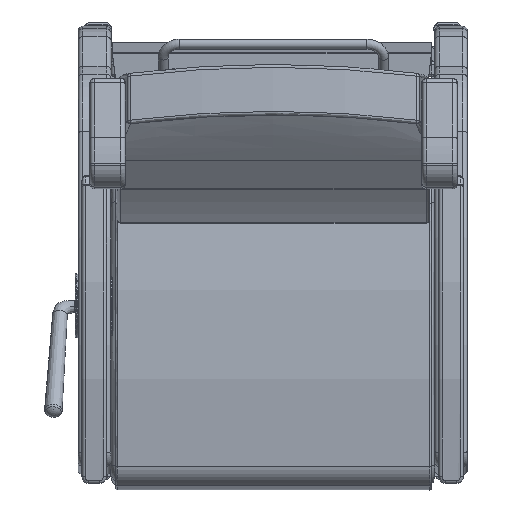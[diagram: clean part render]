
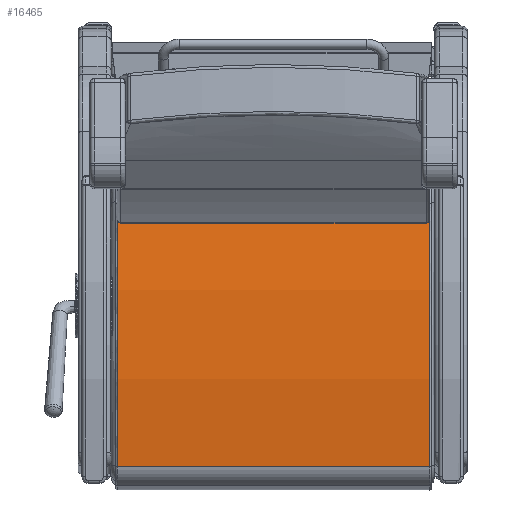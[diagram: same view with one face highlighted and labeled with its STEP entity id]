
A CAD part, front view. The second image highlights one B-rep face of the part: STEP entity #16465.
In plain terms, the highlighted free-form (B-spline) face has degree [3, 1] with [18, 2] control points.
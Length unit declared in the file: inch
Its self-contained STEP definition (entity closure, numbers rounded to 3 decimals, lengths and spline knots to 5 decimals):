
#874=B_SPLINE_SURFACE_WITH_KNOTS('',3,1,((#39046,#39047),(#39048,#39049),
(#39050,#39051),(#39052,#39053),(#39054,#39055),(#39056,#39057),(#39058,
#39059),(#39060,#39061),(#39062,#39063),(#39064,#39065),(#39066,#39067),
(#39068,#39069),(#39070,#39071),(#39072,#39073),(#39074,#39075),(#39076,
#39077),(#39078,#39079),(#39080,#39081)),.UNSPECIFIED.,.F.,.F.,.F.,(4,1,
1,1,1,1,1,1,1,1,1,1,1,1,1,4),(2,2),(-1.69612,-1.66826,
-1.6404,-1.62647,-1.59861,-1.58468,
-1.55682,-1.54289,-1.51503,-1.5011,-1.47324,
-1.45931,-1.43145,-1.41752,-1.38966,
-1.3618),(0.,91.44),.UNSPECIFIED.);
#1255=ELLIPSE('',#18769,60.30357,60.25);
#1257=ELLIPSE('',#18791,60.30357,60.25);
#2370=FACE_OUTER_BOUND('',#3530,.T.);
#3530=EDGE_LOOP('',(#14435,#14436,#14437,#14438));
#4502=LINE('',#39044,#5467);
#4503=LINE('',#39083,#5468);
#5467=VECTOR('',#23657,0.3937);
#5468=VECTOR('',#23660,0.3937);
#7911=VERTEX_POINT('',#38675);
#7912=VERTEX_POINT('',#38676);
#7931=VERTEX_POINT('',#39043);
#7932=VERTEX_POINT('',#39082);
#10094=EDGE_CURVE('',#7911,#7912,#1255,.T.);
#10123=EDGE_CURVE('',#7931,#7912,#4502,.T.);
#10125=EDGE_CURVE('',#7932,#7911,#4503,.T.);
#10126=EDGE_CURVE('',#7931,#7932,#1257,.T.);
#14435=ORIENTED_EDGE('',*,*,#10094,.F.);
#14436=ORIENTED_EDGE('',*,*,#10125,.F.);
#14437=ORIENTED_EDGE('',*,*,#10126,.F.);
#14438=ORIENTED_EDGE('',*,*,#10123,.T.);
#16465=ADVANCED_FACE('',(#2370),#874,.T.);
#18769=AXIS2_PLACEMENT_3D('',#38677,#23606,#23607);
#18791=AXIS2_PLACEMENT_3D('',#39084,#23661,#23662);
#23606=DIRECTION('center_axis',(0.,0.,
-1.));
#23607=DIRECTION('ref_axis',(1.,0.,0.));
#23657=DIRECTION('',(0.,0.,-1.));
#23660=DIRECTION('',(0.,0.,-1.));
#23661=DIRECTION('center_axis',(0.,0.,1.));
#23662=DIRECTION('ref_axis',(1.,0.,0.));
#38675=CARTESIAN_POINT('',(3.60935,-1.68389,0.124));
#38676=CARTESIAN_POINT('',(23.65848,-2.52291,0.124));
#38677=CARTESIAN_POINT('Origin',(11.14546,-61.46156,0.124));
#39043=CARTESIAN_POINT('',(23.65848,-2.52291,23.876));
#39044=CARTESIAN_POINT('',(23.65848,-2.52291,24.));
#39046=CARTESIAN_POINT('Ctrl Pts',(3.60935,-1.68389,24.));
#39047=CARTESIAN_POINT('Ctrl Pts',(3.60935,-1.68389,-12.));
#39048=CARTESIAN_POINT('Ctrl Pts',(4.16497,-1.61396,24.));
#39049=CARTESIAN_POINT('Ctrl Pts',(4.16497,-1.61396,-12.));
#39050=CARTESIAN_POINT('Ctrl Pts',(5.27817,-1.48959,24.));
#39051=CARTESIAN_POINT('Ctrl Pts',(5.27817,-1.48959,-12.));
#39052=CARTESIAN_POINT('Ctrl Pts',(6.67346,-1.3729,24.));
#39053=CARTESIAN_POINT('Ctrl Pts',(6.67346,-1.3729,-12.));
#39054=CARTESIAN_POINT('Ctrl Pts',(8.07078,-1.28537,24.));
#39055=CARTESIAN_POINT('Ctrl Pts',(8.07078,-1.28537,-12.));
#39056=CARTESIAN_POINT('Ctrl Pts',(9.18994,-1.2387,24.));
#39057=CARTESIAN_POINT('Ctrl Pts',(9.18994,-1.2387,-12.));
#39058=CARTESIAN_POINT('Ctrl Pts',(10.5897,-1.20957,24.));
#39059=CARTESIAN_POINT('Ctrl Pts',(10.5897,-1.20957,-12.));
#39060=CARTESIAN_POINT('Ctrl Pts',(11.70984,-1.20965,24.));
#39061=CARTESIAN_POINT('Ctrl Pts',(11.70984,-1.20965,-12.));
#39062=CARTESIAN_POINT('Ctrl Pts',(13.1096,-1.23898,24.));
#39063=CARTESIAN_POINT('Ctrl Pts',(13.1096,-1.23898,-12.));
#39064=CARTESIAN_POINT('Ctrl Pts',(14.22875,-1.28581,24.));
#39065=CARTESIAN_POINT('Ctrl Pts',(14.22875,-1.28581,-12.));
#39066=CARTESIAN_POINT('Ctrl Pts',(15.62606,-1.37354,24.));
#39067=CARTESIAN_POINT('Ctrl Pts',(15.62606,-1.37354,-12.));
#39068=CARTESIAN_POINT('Ctrl Pts',(16.74228,-1.46705,24.));
#39069=CARTESIAN_POINT('Ctrl Pts',(16.74228,-1.46705,-12.));
#39070=CARTESIAN_POINT('Ctrl Pts',(18.1347,-1.61302,24.));
#39071=CARTESIAN_POINT('Ctrl Pts',(18.1347,-1.61302,-12.));
#39072=CARTESIAN_POINT('Ctrl Pts',(19.24603,-1.75304,24.));
#39073=CARTESIAN_POINT('Ctrl Pts',(19.24603,-1.75304,-12.));
#39074=CARTESIAN_POINT('Ctrl Pts',(20.63114,-1.95701,24.));
#39075=CARTESIAN_POINT('Ctrl Pts',(20.63114,-1.95701,-12.));
#39076=CARTESIAN_POINT('Ctrl Pts',(22.01177,-2.18986,24.));
#39077=CARTESIAN_POINT('Ctrl Pts',(22.01177,-2.18986,-12.));
#39078=CARTESIAN_POINT('Ctrl Pts',(23.11066,-2.40681,24.));
#39079=CARTESIAN_POINT('Ctrl Pts',(23.11066,-2.40681,-12.));
#39080=CARTESIAN_POINT('Ctrl Pts',(23.65848,-2.52291,24.));
#39081=CARTESIAN_POINT('Ctrl Pts',(23.65848,-2.52291,-12.));
#39082=CARTESIAN_POINT('',(3.60935,-1.68389,23.876));
#39083=CARTESIAN_POINT('',(3.60935,-1.68389,24.));
#39084=CARTESIAN_POINT('Origin',(11.14546,-61.46156,23.876));
